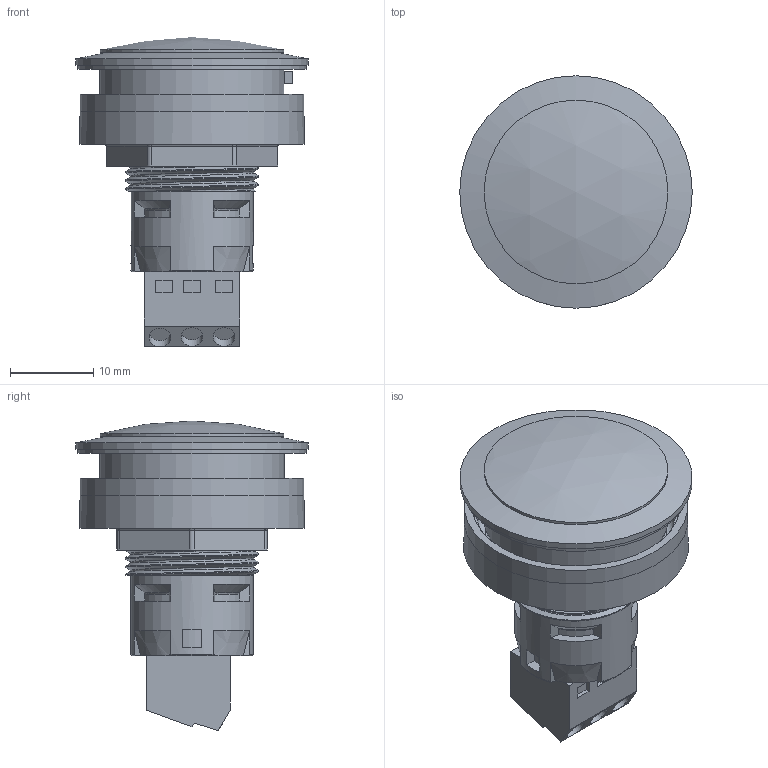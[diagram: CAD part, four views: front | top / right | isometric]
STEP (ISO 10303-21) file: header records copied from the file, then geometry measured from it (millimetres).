
FILE_DESCRIPTION(/* description */ (''),/* implementation_level */ '2;1');
FILE_NAME(/* name */ 'RRJL_24R_G.stp',/* time_stamp */ '2016-03-22T08:02:30+01:00',/* author */ ('mharscher'),/* organization */ (''),/* preprocessor_version */ 'ST-DEVELOPER v15.2',/* originating_system */ 'Autodesk Inventor 2014',/* authorisation */ '');
FILE_SCHEMA (('CONFIG_CONTROL_DESIGN'));
Length unit declared in the file: millimetre
Products named in the file (1): RRJL...
Bounding box: 27.9 x 27.9 x 37.17 mm (x, y, z)
Volume: 8988.1 mm3; surface area: 5913.1 mm2
Topology: 2 solids, 2 shells, 203 faces, 515 edges, 342 vertices
Faces by surface type: plane 130, cylinder 36, cone 16, torus 15, bspline 5, sphere 1
Full cylindrical faces by diameter (mm): 2.6 x3, 14.7 x1, 16 x2, 16.5 x1, 20.05 x1, 22.05 x1, 22.2 x1, 25 x1, 26.86 x1, 27.4 x1, 27.9 x1
Entity records: 10813 total; most frequent: CARTESIAN_POINT 6175, ORIENTED_EDGE 956, DIRECTION 905, EDGE_CURVE 478, VERTEX_POINT 330, AXIS2_PLACEMENT_3D 324, LINE 257, VECTOR 257
